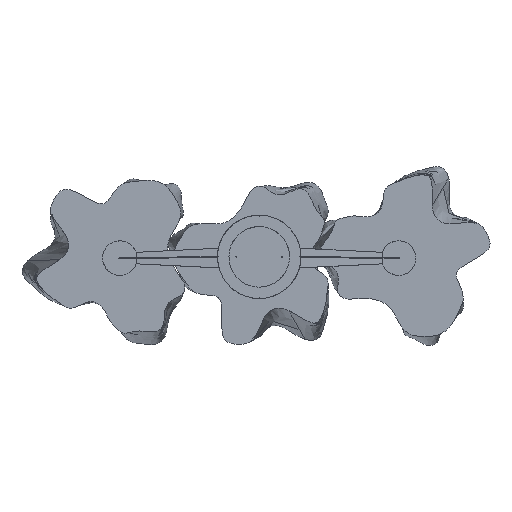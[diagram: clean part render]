
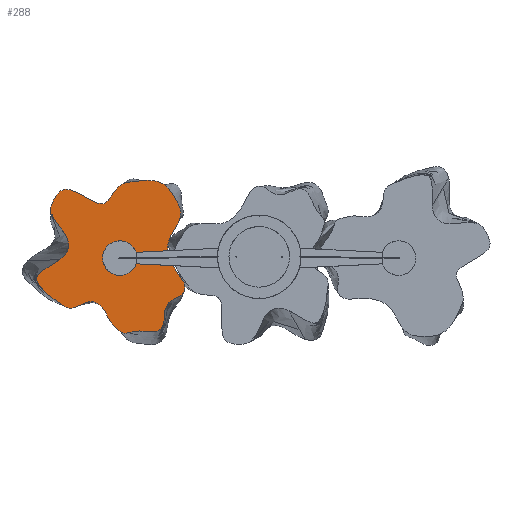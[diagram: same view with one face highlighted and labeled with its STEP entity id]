
A CAD part, top view. The second image highlights one B-rep face of the part: STEP entity #288.
In plain terms, the highlighted planar face has unit normal (0, 0, 1).
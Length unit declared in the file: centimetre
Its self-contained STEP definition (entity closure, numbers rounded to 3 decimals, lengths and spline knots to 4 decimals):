
#288=ADVANCED_FACE($,(#417),#1733,.T.);
#417=FACE_OUTER_BOUND($,#546,.T.);
#546=EDGE_LOOP($,(#679,#680,#681,#682));
#679=ORIENTED_EDGE($,*,*,#1255,.T.);
#680=ORIENTED_EDGE($,*,*,#1254,.T.);
#681=ORIENTED_EDGE($,*,*,#1256,.T.);
#682=ORIENTED_EDGE($,*,*,#1253,.T.);
#1253=EDGE_CURVE($,#1542,#1537,#1766,.T.);
#1254=EDGE_CURVE($,#1543,#1544,#1767,.T.);
#1255=EDGE_CURVE($,#1537,#1543,#1768,.T.);
#1256=EDGE_CURVE($,#1544,#1542,#1769,.T.);
#1537=VERTEX_POINT($,#2708);
#1542=VERTEX_POINT($,#2713);
#1543=VERTEX_POINT($,#2714);
#1544=VERTEX_POINT($,#2715);
#1733=PLANE($,#1980);
#1766=B_SPLINE_CURVE_WITH_KNOTS($,3,(#2159,#2160,#2161,#2162,#2163,#2164,
#2165,#2166,#2167,#2168,#2169,#2170,#2171,#2172,#2173,#2174,#2175,#2176,
#2177,#2178,#2179,#2180,#2181,#2182,#2183),.UNSPECIFIED.,.F.,.F.,(4,1,1,
1,1,1,1,1,1,1,1,1,1,1,1,1,1,1,1,1,1,1,4),(0.,4.7888,11.3969,
27.5096,43.6928,56.5587,73.7459,89.2068,
106.4703,125.5958,136.4812,146.3447,164.434,
171.077,186.8755,187.7802,212.2334,221.7216,
236.6143,252.8631,268.0039,284.3568,289.074),
.UNSPECIFIED.);
#1767=B_SPLINE_CURVE_WITH_KNOTS($,3,(#2184,#2185,#2186,#2187,#2188,#2189,
#2190,#2191,#2192,#2193,#2194,#2195,#2196,#2197,#2198,#2199,#2200,#2201,
#2202,#2203,#2204,#2205,#2206,#2207,#2208,#2209,#2210,#2211,#2212,#2213,
#2214),.UNSPECIFIED.,.F.,.F.,(4,1,1,1,1,1,1,1,1,1,1,1,1,1,1,1,1,1,1,1,1,
1,1,1,1,1,1,1,4),(0.,12.0646,20.4806,
28.6703,47.1522,51.126,68.7393,74.1999,
90.2839,103.7252,118.0803,120.4018,137.3232,
137.952,165.8922,167.8096,187.8812,192.2593,
206.9679,212.1413,221.8609,230.1892,248.8058,
258.5051,260.0752,273.0167,293.4697,295.4741,
305.4686),.UNSPECIFIED.);
#1768=B_SPLINE_CURVE_WITH_KNOTS($,3,(#2215,#2216,#2217,#2218,#2219,#2220,
#2221,#2222,#2223,#2224,#2225,#2226,#2227,#2228,#2229,#2230,#2231,#2232,
#2233,#2234,#2235,#2236,#2237),.UNSPECIFIED.,.F.,.F.,(4,1,2,1,1,2,1,1,1,
1,1,1,1,1,1,1,1,1,4),(0.,11.3534,30.2905,41.5335,
64.1451,68.0279,90.6687,118.2528,150.4819,
161.7026,168.1776,188.4455,202.6553,220.4911,
245.7391,249.0982,272.3085,281.7258,288.3433),
.UNSPECIFIED.);
#1769=B_SPLINE_CURVE_WITH_KNOTS($,3,(#2238,#2239,#2240,#2241,#2242,#2243,
#2244,#2245,#2246,#2247,#2248,#2249,#2250,#2251,#2252,#2253,#2254,#2255,
#2256,#2257,#2258,#2259,#2260,#2261,#2262,#2263,#2264,#2265,#2266),.UNSPECIFIED.,
.F.,.F.,(4,1,1,1,1,1,1,1,1,1,1,1,1,1,1,1,1,1,1,1,1,1,1,1,1,1,4),(0.,18.5559,
26.7316,32.4401,55.9776,64.1192,75.4261,
89.4276,95.8714,107.44,113.3119,134.1196,
141.4304,156.6861,167.5131,174.5881,186.0126,
207.8699,214.5091,227.9439,239.6439,244.7921,
260.063,265.3049,291.7703,296.7024,314.5077),
.UNSPECIFIED.);
#1980=AXIS2_PLACEMENT_3D($,#2275,#2011,$);
#2011=DIRECTION($,(0.,0.,1.));
#2159=CARTESIAN_POINT($,(-329.373,125.7871,-1551.));
#2160=CARTESIAN_POINT($,(-330.4059,124.5937,-1551.));
#2161=CARTESIAN_POINT($,(-332.9489,121.9974,-1551.));
#2162=CARTESIAN_POINT($,(-339.8058,117.6513,-1551.));
#2163=CARTESIAN_POINT($,(-352.3934,118.9718,-1551.));
#2164=CARTESIAN_POINT($,(-367.9568,126.6121,-1551.));
#2165=CARTESIAN_POINT($,(-381.2308,134.053,-1551.));
#2166=CARTESIAN_POINT($,(-393.7706,141.1689,-1551.));
#2167=CARTESIAN_POINT($,(-410.4817,149.1683,-1551.));
#2168=CARTESIAN_POINT($,(-427.6072,151.7409,-1551.));
#2169=CARTESIAN_POINT($,(-439.256,141.3159,-1551.));
#2170=CARTESIAN_POINT($,(-447.0669,129.0065,-1551.));
#2171=CARTESIAN_POINT($,(-453.4466,116.7679,-1551.));
#2172=CARTESIAN_POINT($,(-455.9903,105.6437,-1551.));
#2173=CARTESIAN_POINT($,(-452.8758,92.8073,-1551.));
#2174=CARTESIAN_POINT($,(-448.6315,85.7834,-1551.));
#2175=CARTESIAN_POINT($,(-440.5276,74.3955,-1551.));
#2176=CARTESIAN_POINT($,(-433.0315,66.0887,-1551.));
#2177=CARTESIAN_POINT($,(-423.6327,53.4144,-1551.));
#2178=CARTESIAN_POINT($,(-416.9859,41.3212,-1551.));
#2179=CARTESIAN_POINT($,(-414.1262,26.3623,-1551.));
#2180=CARTESIAN_POINT($,(-419.5975,10.9019,-1551.));
#2181=CARTESIAN_POINT($,(-428.0294,2.0717,-1551.));
#2182=CARTESIAN_POINT($,(-433.6617,-2.3269,-1551.));
#2183=CARTESIAN_POINT($,(-434.9448,-3.2794,-1551.));
#2184=CARTESIAN_POINT($,(-319.9602,-143.761,-1551.));
#2185=CARTESIAN_POINT($,(-317.242,-146.6207,-1551.));
#2186=CARTESIAN_POINT($,(-312.1828,-151.2993,-1551.));
#2187=CARTESIAN_POINT($,(-305.3493,-158.9285,-1551.));
#2188=CARTESIAN_POINT($,(-296.2103,-165.5588,-1551.));
#2189=CARTESIAN_POINT($,(-285.7153,-162.4268,-1551.));
#2190=CARTESIAN_POINT($,(-272.6459,-159.6013,-1551.));
#2191=CARTESIAN_POINT($,(-264.0925,-158.6534,-1551.));
#2192=CARTESIAN_POINT($,(-251.2355,-159.5207,-1551.));
#2193=CARTESIAN_POINT($,(-239.4683,-161.1598,-1551.));
#2194=CARTESIAN_POINT($,(-224.8656,-160.4479,-1551.));
#2195=CARTESIAN_POINT($,(-215.2424,-155.396,-1551.));
#2196=CARTESIAN_POINT($,(-208.8993,-146.7834,-1551.));
#2197=CARTESIAN_POINT($,(-207.8436,-139.8776,-1551.));
#2198=CARTESIAN_POINT($,(-206.6433,-123.9931,-1551.));
#2199=CARTESIAN_POINT($,(-206.9717,-113.412,-1551.));
#2200=CARTESIAN_POINT($,(-199.6335,-99.2272,-1551.));
#2201=CARTESIAN_POINT($,(-192.8444,-93.0002,-1551.));
#2202=CARTESIAN_POINT($,(-180.8194,-86.4814,-1551.));
#2203=CARTESIAN_POINT($,(-172.7333,-83.8095,-1551.));
#2204=CARTESIAN_POINT($,(-165.5135,-77.7431,-1551.));
#2205=CARTESIAN_POINT($,(-162.2075,-70.4243,-1551.));
#2206=CARTESIAN_POINT($,(-161.6283,-57.4051,-1551.));
#2207=CARTESIAN_POINT($,(-167.3852,-46.5007,-1551.));
#2208=CARTESIAN_POINT($,(-173.4315,-38.2692,-1551.));
#2209=CARTESIAN_POINT($,(-178.2072,-31.657,-1551.));
#2210=CARTESIAN_POINT($,(-184.744,-22.1604,-1551.));
#2211=CARTESIAN_POINT($,(-190.7122,-12.1169,-1551.));
#2212=CARTESIAN_POINT($,(-194.9209,-2.0913,-1551.));
#2213=CARTESIAN_POINT($,(-196.2134,1.7616,-1551.));
#2214=CARTESIAN_POINT($,(-197.0716,5.0273,-1551.));
#2215=CARTESIAN_POINT($,(-434.9448,-3.2794,-1551.));
#2216=CARTESIAN_POINT($,(-438.0324,-5.5704,-1551.));
#2217=CARTESIAN_POINT($,(-446.6139,-11.1823,-1551.));
#2218=CARTESIAN_POINT($,(-454.7023,-15.9436,-1551.));
#2219=CARTESIAN_POINT($,(-462.9569,-21.138,-1551.));
#2220=CARTESIAN_POINT($,(-472.3469,-27.2647,-1551.));
#2221=CARTESIAN_POINT($,(-484.1308,-36.4583,-1551.));
#2222=CARTESIAN_POINT($,(-485.6905,-43.8793,-1551.));
#2223=CARTESIAN_POINT($,(-486.0759,-51.4417,-1551.));
#2224=CARTESIAN_POINT($,(-473.8212,-67.2338,-1551.));
#2225=CARTESIAN_POINT($,(-454.1355,-85.8582,-1551.));
#2226=CARTESIAN_POINT($,(-435.5804,-98.4752,-1551.));
#2227=CARTESIAN_POINT($,(-420.5911,-107.9415,-1551.));
#2228=CARTESIAN_POINT($,(-408.8451,-111.2621,-1551.));
#2229=CARTESIAN_POINT($,(-395.8504,-104.7063,-1551.));
#2230=CARTESIAN_POINT($,(-378.9845,-96.4098,-1551.));
#2231=CARTESIAN_POINT($,(-360.7107,-92.5002,-1551.));
#2232=CARTESIAN_POINT($,(-346.6974,-102.1343,-1551.));
#2233=CARTESIAN_POINT($,(-335.6178,-116.1548,-1551.));
#2234=CARTESIAN_POINT($,(-331.219,-127.4476,-1551.));
#2235=CARTESIAN_POINT($,(-324.8627,-138.3294,-1551.));
#2236=CARTESIAN_POINT($,(-321.4512,-142.1984,-1551.));
#2237=CARTESIAN_POINT($,(-319.9602,-143.761,-1551.));
#2238=CARTESIAN_POINT($,(-197.0716,5.0273,-1551.));
#2239=CARTESIAN_POINT($,(-198.6653,11.0627,-1551.));
#2240=CARTESIAN_POINT($,(-199.8893,20.0337,-1551.));
#2241=CARTESIAN_POINT($,(-198.9257,30.7172,-1551.));
#2242=CARTESIAN_POINT($,(-196.0768,42.6094,-1551.));
#2243=CARTESIAN_POINT($,(-189.9283,53.5922,-1551.));
#2244=CARTESIAN_POINT($,(-182.5504,65.9426,-1551.));
#2245=CARTESIAN_POINT($,(-177.0786,75.5757,-1551.));
#2246=CARTESIAN_POINT($,(-172.9808,85.1905,-1551.));
#2247=CARTESIAN_POINT($,(-170.9463,95.7163,-1551.));
#2248=CARTESIAN_POINT($,(-171.1596,103.7575,-1551.));
#2249=CARTESIAN_POINT($,(-174.5002,115.8014,-1551.));
#2250=CARTESIAN_POINT($,(-180.3445,125.6235,-1551.));
#2251=CARTESIAN_POINT($,(-187.8329,138.3803,-1551.));
#2252=CARTESIAN_POINT($,(-194.0942,147.9278,-1551.));
#2253=CARTESIAN_POINT($,(-201.3896,155.5696,-1551.));
#2254=CARTESIAN_POINT($,(-208.7973,161.2506,-1551.));
#2255=CARTESIAN_POINT($,(-220.6964,167.1281,-1551.));
#2256=CARTESIAN_POINT($,(-234.4383,169.5909,-1551.));
#2257=CARTESIAN_POINT($,(-248.5556,169.8431,-1551.));
#2258=CARTESIAN_POINT($,(-258.819,168.6317,-1551.));
#2259=CARTESIAN_POINT($,(-268.6766,166.9903,-1551.));
#2260=CARTESIAN_POINT($,(-279.388,166.137,-1551.));
#2261=CARTESIAN_POINT($,(-287.8897,165.5967,-1551.));
#2262=CARTESIAN_POINT($,(-301.8848,160.5033,-1551.));
#2263=CARTESIAN_POINT($,(-310.943,152.0122,-1551.));
#2264=CARTESIAN_POINT($,(-321.318,137.6551,-1551.));
#2265=CARTESIAN_POINT($,(-325.5513,130.2213,-1551.));
#2266=CARTESIAN_POINT($,(-329.373,125.7871,-1551.));
#2275=CARTESIAN_POINT($,(-486.0759,169.7623,-1551.));
#2708=CARTESIAN_POINT($,(-434.9448,-3.2794,-1551.));
#2713=CARTESIAN_POINT($,(-329.373,125.7871,-1551.));
#2714=CARTESIAN_POINT($,(-319.9602,-143.761,-1551.));
#2715=CARTESIAN_POINT($,(-197.0716,5.0273,-1551.));
